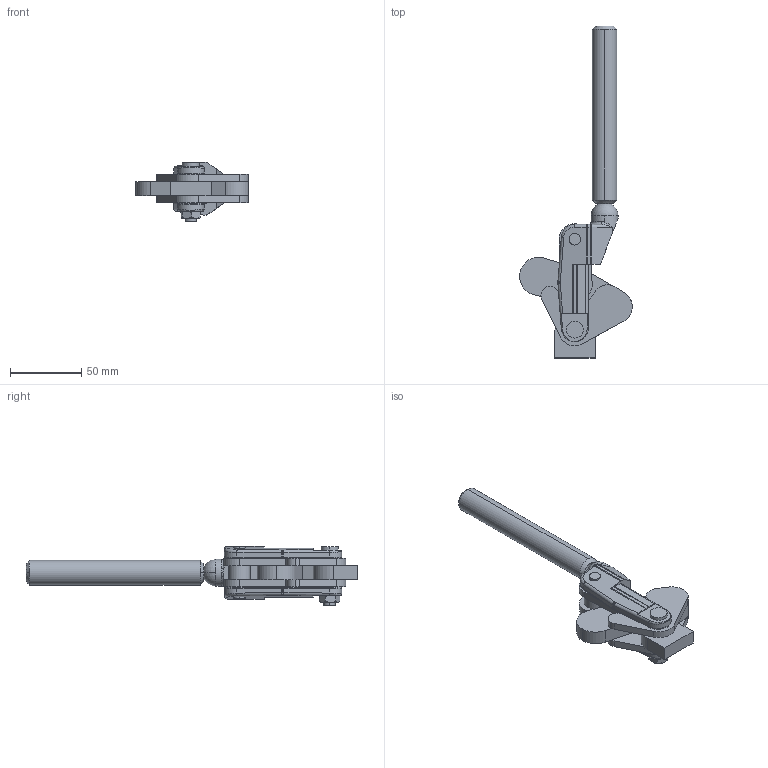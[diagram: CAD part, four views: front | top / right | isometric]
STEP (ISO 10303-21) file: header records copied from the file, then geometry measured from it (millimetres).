
FILE_DESCRIPTION (( 'STEP AP214' ), '1' );
FILE_NAME ('GH-70310(Â²¤Æ).STEP', '2020-03-06T06:25:30', ( 'LinWei' ), ( '' ), 'SwSTEP 2.0', 'SolidWorks 2016', '' );
FILE_SCHEMA (( 'AUTOMOTIVE_DESIGN' ));
Length unit declared in the file: millimetre
Products named in the file (7): 17031001-1^GH-70310(簡化); 37031013-1^GH-70310(簡化); 37031008-1^GH-70310(簡化); Group4^GH-70310(簡化); Group2^GH-70310(簡化); Group1^GH-70310(簡化); GH-70310(簡化)
Assembly tree (6 placements, depth 2):
  GH-70310(簡化)
    Group1^GH-70310(簡化)
    Group2^GH-70310(簡化)
    Group4^GH-70310(簡化)
    37031008-1^GH-70310(簡化)
    37031013-1^GH-70310(簡化)
    17031001-1^GH-70310(簡化)
Bounding box: 79.26 x 233.72 x 41.6 mm (x, y, z)
Volume: 106958.1 mm3; surface area: 48525.8 mm2
Topology: 6 solids, 6 shells, 214 faces, 535 edges, 336 vertices
Faces by surface type: cylinder 94, plane 71, bspline 16, cone 16, torus 13, sphere 4
Entity records: 7496 total; most frequent: CARTESIAN_POINT 1848, DIRECTION 1103, ORIENTED_EDGE 1058, EDGE_CURVE 529, AXIS2_PLACEMENT_3D 437, VERTEX_POINT 336, EDGE_LOOP 243, CIRCLE 230
